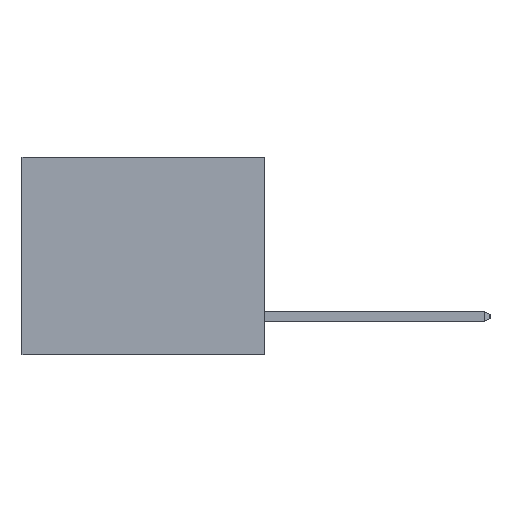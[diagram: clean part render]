
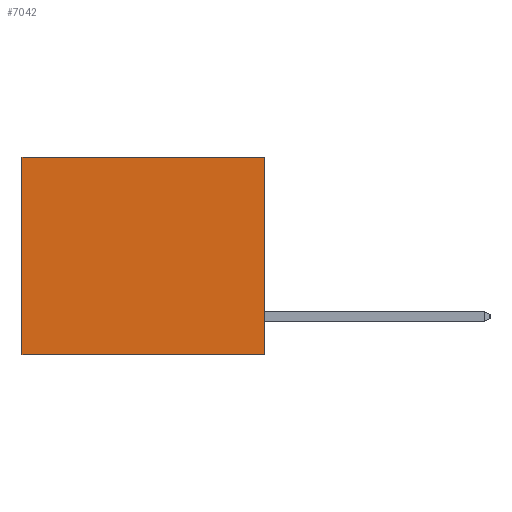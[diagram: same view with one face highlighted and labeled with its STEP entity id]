
A CAD part, left-side view. The second image highlights one B-rep face of the part: STEP entity #7042.
In plain terms, the highlighted planar face has unit normal (-1, 0, 0).
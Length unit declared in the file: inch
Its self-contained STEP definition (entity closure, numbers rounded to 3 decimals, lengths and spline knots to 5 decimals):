
#39 = DIRECTION ( 'NONE',  ( 1., 0., 0. ) ) ;
#41 = CARTESIAN_POINT ( 'NONE',  ( 0.3165, 0.6, 0. ) ) ;
#792 = VERTEX_POINT ( 'NONE', #41 ) ;
#1063 = LINE ( 'NONE', #6300, #19954 ) ;
#1717 = DIRECTION ( 'NONE',  ( 0., 1., 0. ) ) ;
#2907 = CARTESIAN_POINT ( 'NONE',  ( 0.3165, 0., -0.49 ) ) ;
#2970 = LINE ( 'NONE', #15580, #5450 ) ;
#3534 = VECTOR ( 'NONE', #4369, 39.37008 ) ;
#4369 = DIRECTION ( 'NONE',  ( 0., 1., 0. ) ) ;
#4748 = CARTESIAN_POINT ( 'NONE',  ( 0.3165, 0., 0. ) ) ;
#4828 = CARTESIAN_POINT ( 'NONE',  ( 0.3165, 0., -0.49 ) ) ;
#5450 = VECTOR ( 'NONE', #7562, 39.37008 ) ;
#5796 = EDGE_LOOP ( 'NONE', ( #12900, #20613, #14109, #17588 ) ) ;
#6300 = CARTESIAN_POINT ( 'NONE',  ( 0.3165, 0., -0.49 ) ) ;
#6341 = PLANE ( 'NONE',  #17244 ) ;
#6992 = EDGE_CURVE ( 'NONE', #792, #10326, #2970, .T. ) ;
#7042 = ADVANCED_FACE ( 'NONE', ( #9139 ), #6341, .F. ) ;
#7411 = EDGE_CURVE ( 'NONE', #11280, #10326, #7722, .T. ) ;
#7507 = EDGE_CURVE ( 'NONE', #10287, #11280, #1063, .T. ) ;
#7562 = DIRECTION ( 'NONE',  ( 0., 0., -1. ) ) ;
#7722 = LINE ( 'NONE', #2907, #3534 ) ;
#7831 = DIRECTION ( 'NONE',  ( 0., 0., -1. ) ) ;
#9139 = FACE_OUTER_BOUND ( 'NONE', #5796, .T. ) ;
#10213 = CARTESIAN_POINT ( 'NONE',  ( 0.3165, 0., -0.49 ) ) ;
#10287 = VERTEX_POINT ( 'NONE', #4748 ) ;
#10326 = VERTEX_POINT ( 'NONE', #13530 ) ;
#11280 = VERTEX_POINT ( 'NONE', #10213 ) ;
#12562 = CARTESIAN_POINT ( 'NONE',  ( 0.3165, 0., 0. ) ) ;
#12900 = ORIENTED_EDGE ( 'NONE', *, *, #6992, .T. ) ;
#13530 = CARTESIAN_POINT ( 'NONE',  ( 0.3165, 0.6, -0.49 ) ) ;
#14109 = ORIENTED_EDGE ( 'NONE', *, *, #7507, .F. ) ;
#15554 = EDGE_CURVE ( 'NONE', #10287, #792, #19812, .T. ) ;
#15580 = CARTESIAN_POINT ( 'NONE',  ( 0.3165, 0.6, -0.49 ) ) ;
#17244 = AXIS2_PLACEMENT_3D ( 'NONE', #4828, #39, #7831 ) ;
#17506 = DIRECTION ( 'NONE',  ( 0., 0., -1. ) ) ;
#17588 = ORIENTED_EDGE ( 'NONE', *, *, #15554, .T. ) ;
#18299 = VECTOR ( 'NONE', #1717, 39.37008 ) ;
#19812 = LINE ( 'NONE', #12562, #18299 ) ;
#19954 = VECTOR ( 'NONE', #17506, 39.37008 ) ;
#20613 = ORIENTED_EDGE ( 'NONE', *, *, #7411, .F. ) ;
